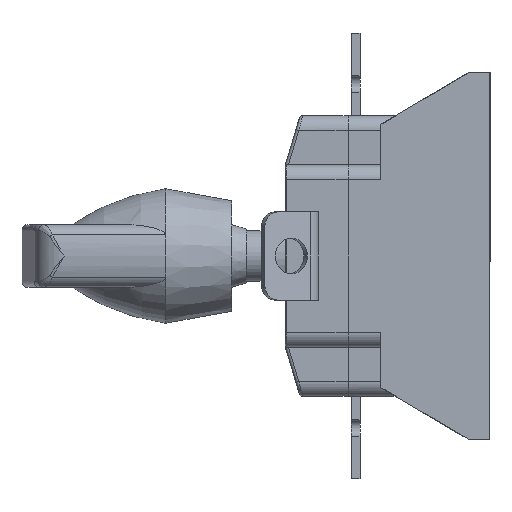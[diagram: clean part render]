
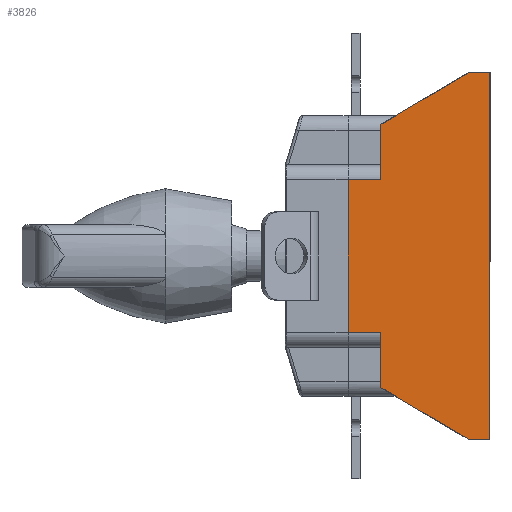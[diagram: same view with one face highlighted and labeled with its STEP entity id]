
A CAD part, left-side view. The second image highlights one B-rep face of the part: STEP entity #3826.
In plain terms, the highlighted planar face has unit normal (-1, 0, 0).
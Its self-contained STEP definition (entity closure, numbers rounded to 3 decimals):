
#92 = VECTOR ( 'NONE', #8413, 1000. ) ;
#116 = EDGE_CURVE ( 'NONE', #8075, #6336, #566, .T. ) ;
#491 = CARTESIAN_POINT ( 'NONE',  ( 0., 47.5, -25.5 ) ) ;
#533 = CARTESIAN_POINT ( 'NONE',  ( 0., 36.5, 44. ) ) ;
#566 = LINE ( 'NONE', #15365, #6766 ) ;
#703 = EDGE_CURVE ( 'NONE', #6336, #7883, #12268, .T. ) ;
#867 = CARTESIAN_POINT ( 'NONE',  ( 0., 0., 61.5 ) ) ;
#966 = LINE ( 'NONE', #16269, #12695 ) ;
#1146 = DIRECTION ( 'NONE',  ( -1., 0., 0. ) ) ;
#1284 = CARTESIAN_POINT ( 'NONE',  ( 0., 36.5, 44. ) ) ;
#1578 = CARTESIAN_POINT ( 'NONE',  ( 0., 0., -61.5 ) ) ;
#1818 = ORIENTED_EDGE ( 'NONE', *, *, #16629, .F. ) ;
#1917 = VECTOR ( 'NONE', #10183, 1000. ) ;
#1936 = VERTEX_POINT ( 'NONE', #5136 ) ;
#3505 = VECTOR ( 'NONE', #6504, 1000. ) ;
#3603 = ORIENTED_EDGE ( 'NONE', *, *, #703, .F. ) ;
#3620 = DIRECTION ( 'NONE',  ( 0., -1., 0. ) ) ;
#3826 = ADVANCED_FACE ( 'NONE', ( #9322 ), #8217, .T. ) ;
#4285 = LINE ( 'NONE', #533, #5637 ) ;
#4364 = CARTESIAN_POINT ( 'NONE',  ( 0., 0., -61.5 ) ) ;
#4417 = EDGE_CURVE ( 'NONE', #9114, #6440, #8861, .T. ) ;
#4442 = CARTESIAN_POINT ( 'NONE',  ( 0., 36.5, 44. ) ) ;
#4680 = CARTESIAN_POINT ( 'NONE',  ( 0., 7., 61.5 ) ) ;
#4792 = VECTOR ( 'NONE', #14587, 1000. ) ;
#4801 = VERTEX_POINT ( 'NONE', #4442 ) ;
#4982 = LINE ( 'NONE', #15764, #8785 ) ;
#5013 = DIRECTION ( 'NONE',  ( 0., -1., 0. ) ) ;
#5129 = ORIENTED_EDGE ( 'NONE', *, *, #18005, .F. ) ;
#5136 = CARTESIAN_POINT ( 'NONE',  ( 0., 7., 61.5 ) ) ;
#5251 = CARTESIAN_POINT ( 'NONE',  ( 0., 0., -61.5 ) ) ;
#5592 = CARTESIAN_POINT ( 'NONE',  ( 0., 36.5, 25.5 ) ) ;
#5637 = VECTOR ( 'NONE', #17590, 1000. ) ;
#6318 = ORIENTED_EDGE ( 'NONE', *, *, #15926, .F. ) ;
#6336 = VERTEX_POINT ( 'NONE', #12216 ) ;
#6440 = VERTEX_POINT ( 'NONE', #8542 ) ;
#6504 = DIRECTION ( 'NONE',  ( 0., 1., 0. ) ) ;
#6766 = VECTOR ( 'NONE', #18208, 1000. ) ;
#7215 = LINE ( 'NONE', #867, #18301 ) ;
#7233 = LINE ( 'NONE', #4680, #4792 ) ;
#7319 = CARTESIAN_POINT ( 'NONE',  ( 0., 7., -61.5 ) ) ;
#7883 = VERTEX_POINT ( 'NONE', #8181 ) ;
#7977 = VERTEX_POINT ( 'NONE', #5251 ) ;
#8075 = VERTEX_POINT ( 'NONE', #7319 ) ;
#8181 = CARTESIAN_POINT ( 'NONE',  ( 0., 36.5, -25.5 ) ) ;
#8217 = PLANE ( 'NONE',  #12635 ) ;
#8319 = ORIENTED_EDGE ( 'NONE', *, *, #13020, .T. ) ;
#8413 = DIRECTION ( 'NONE',  ( 0., 0., 1. ) ) ;
#8542 = CARTESIAN_POINT ( 'NONE',  ( 0., 47.5, 25.5 ) ) ;
#8785 = VECTOR ( 'NONE', #12998, 1000. ) ;
#8838 = ORIENTED_EDGE ( 'NONE', *, *, #15586, .F. ) ;
#8861 = LINE ( 'NONE', #17638, #3505 ) ;
#9114 = VERTEX_POINT ( 'NONE', #5592 ) ;
#9322 = FACE_OUTER_BOUND ( 'NONE', #13817, .T. ) ;
#10183 = DIRECTION ( 'NONE',  ( 0., 0., -1. ) ) ;
#10956 = VERTEX_POINT ( 'NONE', #12311 ) ;
#11553 = ORIENTED_EDGE ( 'NONE', *, *, #116, .F. ) ;
#12208 = ORIENTED_EDGE ( 'NONE', *, *, #4417, .T. ) ;
#12216 = CARTESIAN_POINT ( 'NONE',  ( 0., 36.5, -44. ) ) ;
#12268 = LINE ( 'NONE', #1284, #92 ) ;
#12311 = CARTESIAN_POINT ( 'NONE',  ( 0., 0., 61.5 ) ) ;
#12635 = AXIS2_PLACEMENT_3D ( 'NONE', #18084, #1146, #15359 ) ;
#12695 = VECTOR ( 'NONE', #5013, 1000. ) ;
#12998 = DIRECTION ( 'NONE',  ( 0., 0., 1. ) ) ;
#13020 = EDGE_CURVE ( 'NONE', #16024, #7883, #966, .T. ) ;
#13492 = ORIENTED_EDGE ( 'NONE', *, *, #15906, .F. ) ;
#13653 = VECTOR ( 'NONE', #14810, 1000. ) ;
#13817 = EDGE_LOOP ( 'NONE', ( #6318, #8319, #3603, #11553, #5129, #13492, #15917, #8838, #1818, #12208 ) ) ;
#14587 = DIRECTION ( 'NONE',  ( 0., -0.86, 0.51 ) ) ;
#14810 = DIRECTION ( 'NONE',  ( 0., 1., 0. ) ) ;
#15359 = DIRECTION ( 'NONE',  ( 0., 0., 1. ) ) ;
#15365 = CARTESIAN_POINT ( 'NONE',  ( 0., 7., -61.5 ) ) ;
#15586 = EDGE_CURVE ( 'NONE', #4801, #1936, #7233, .T. ) ;
#15719 = EDGE_CURVE ( 'NONE', #1936, #10956, #7215, .T. ) ;
#15764 = CARTESIAN_POINT ( 'NONE',  ( 0., 47.5, 30.5 ) ) ;
#15906 = EDGE_CURVE ( 'NONE', #10956, #7977, #17156, .T. ) ;
#15917 = ORIENTED_EDGE ( 'NONE', *, *, #15719, .F. ) ;
#15926 = EDGE_CURVE ( 'NONE', #16024, #6440, #4982, .T. ) ;
#16024 = VERTEX_POINT ( 'NONE', #491 ) ;
#16073 = LINE ( 'NONE', #4364, #13653 ) ;
#16269 = CARTESIAN_POINT ( 'NONE',  ( 0., 0., -25.5 ) ) ;
#16629 = EDGE_CURVE ( 'NONE', #9114, #4801, #4285, .T. ) ;
#17156 = LINE ( 'NONE', #1578, #1917 ) ;
#17590 = DIRECTION ( 'NONE',  ( 0., 0., 1. ) ) ;
#17638 = CARTESIAN_POINT ( 'NONE',  ( 0., 0., 25.5 ) ) ;
#18005 = EDGE_CURVE ( 'NONE', #7977, #8075, #16073, .T. ) ;
#18084 = CARTESIAN_POINT ( 'NONE',  ( 0., 0., 0. ) ) ;
#18208 = DIRECTION ( 'NONE',  ( 0., 0.86, 0.51 ) ) ;
#18301 = VECTOR ( 'NONE', #3620, 1000. ) ;
